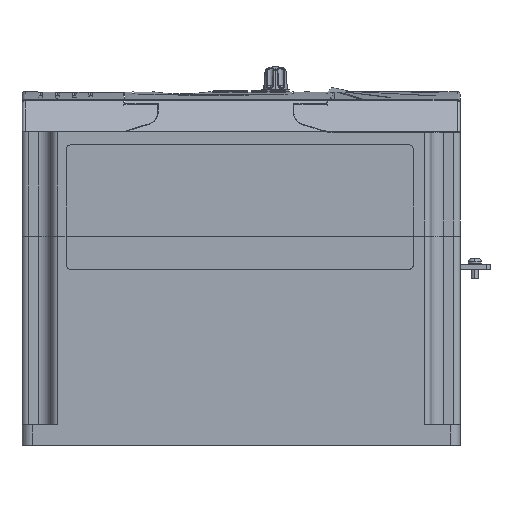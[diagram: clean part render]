
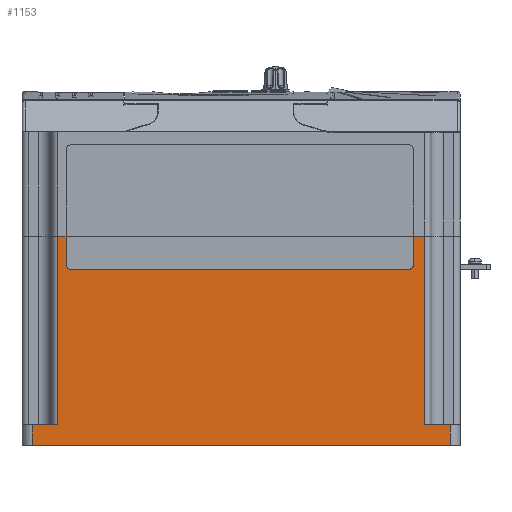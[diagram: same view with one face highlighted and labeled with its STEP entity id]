
A CAD part, left-side view. The second image highlights one B-rep face of the part: STEP entity #1153.
In plain terms, the highlighted planar face has unit normal (-1, 0, 0).
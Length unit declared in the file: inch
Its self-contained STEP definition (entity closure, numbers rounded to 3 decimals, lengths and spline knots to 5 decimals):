
#43 = ORIENTED_EDGE ( 'NONE', *, *, #30920, .T. ) ;
#269 = LINE ( 'NONE', #16388, #15183 ) ;
#1153 = ADVANCED_FACE ( 'NONE', ( #19708 ), #36247, .F. ) ;
#1303 = VERTEX_POINT ( 'NONE', #7382 ) ;
#1455 = EDGE_CURVE ( 'NONE', #15599, #32879, #36477, .T. ) ;
#1949 = EDGE_CURVE ( 'NONE', #22310, #3612, #8389, .T. ) ;
#1959 = LINE ( 'NONE', #37681, #24822 ) ;
#2306 = CARTESIAN_POINT ( 'NONE',  ( -2.46, 3.75, -3.00447 ) ) ;
#2473 = VECTOR ( 'NONE', #8289, 39.37008 ) ;
#3428 = VECTOR ( 'NONE', #28051, 39.37008 ) ;
#3612 = VERTEX_POINT ( 'NONE', #22974 ) ;
#3828 = CARTESIAN_POINT ( 'NONE',  ( -2.46, -4.13, -3.00547 ) ) ;
#3861 = DIRECTION ( 'NONE',  ( 1., 0., 0. ) ) ;
#4548 = ORIENTED_EDGE ( 'NONE', *, *, #34721, .F. ) ;
#4603 = VECTOR ( 'NONE', #32210, 39.37008 ) ;
#4706 = ORIENTED_EDGE ( 'NONE', *, *, #8600, .F. ) ;
#4768 = CARTESIAN_POINT ( 'NONE',  ( -2.46, 3.625, 1.13 ) ) ;
#5275 = CARTESIAN_POINT ( 'NONE',  ( -2.46, 3.75, -3.00547 ) ) ;
#5988 = CARTESIAN_POINT ( 'NONE',  ( -2.46, -3.625, -2.6 ) ) ;
#6029 = VERTEX_POINT ( 'NONE', #16595 ) ;
#6563 = VERTEX_POINT ( 'NONE', #9646 ) ;
#7174 = CARTESIAN_POINT ( 'NONE',  ( -2.46, 4.13, -3.00547 ) ) ;
#7382 = CARTESIAN_POINT ( 'NONE',  ( -2.46, -3.625, 1.13 ) ) ;
#7447 = EDGE_CURVE ( 'NONE', #25162, #1303, #16928, .T. ) ;
#7866 = AXIS2_PLACEMENT_3D ( 'NONE', #25998, #8108, #28977 ) ;
#7930 = AXIS2_PLACEMENT_3D ( 'NONE', #21716, #3861, #24708 ) ;
#7998 = VERTEX_POINT ( 'NONE', #32766 ) ;
#8108 = DIRECTION ( 'NONE',  ( 1., 0., 0. ) ) ;
#8226 = VERTEX_POINT ( 'NONE', #2306 ) ;
#8289 = DIRECTION ( 'NONE',  ( 0., -1., 0. ) ) ;
#8389 = LINE ( 'NONE', #24316, #15387 ) ;
#8517 = VECTOR ( 'NONE', #22323, 39.37008 ) ;
#8600 = EDGE_CURVE ( 'NONE', #8226, #7998, #13953, .T. ) ;
#8769 = VERTEX_POINT ( 'NONE', #24934 ) ;
#9476 = DIRECTION ( 'NONE',  ( 0., 0., -1. ) ) ;
#9612 = ORIENTED_EDGE ( 'NONE', *, *, #27587, .F. ) ;
#9646 = CARTESIAN_POINT ( 'NONE',  ( -2.46, 4.13, -2.6 ) ) ;
#9964 = VECTOR ( 'NONE', #10603, 39.37008 ) ;
#10603 = DIRECTION ( 'NONE',  ( 0., 0., 1. ) ) ;
#11431 = CARTESIAN_POINT ( 'NONE',  ( -2.46, 4.33, 1.13 ) ) ;
#11867 = LINE ( 'NONE', #13622, #9964 ) ;
#12111 = ORIENTED_EDGE ( 'NONE', *, *, #31036, .T. ) ;
#12237 = EDGE_CURVE ( 'NONE', #8769, #22310, #27104, .T. ) ;
#13263 = CARTESIAN_POINT ( 'NONE',  ( -2.46, 4.33, 1.13 ) ) ;
#13516 = VERTEX_POINT ( 'NONE', #34308 ) ;
#13622 = CARTESIAN_POINT ( 'NONE',  ( -2.46, 3.45955, 2.83615 ) ) ;
#13681 = ORIENTED_EDGE ( 'NONE', *, *, #1455, .T. ) ;
#13953 = LINE ( 'NONE', #17992, #29798 ) ;
#15183 = VECTOR ( 'NONE', #19409, 39.37008 ) ;
#15387 = VECTOR ( 'NONE', #18417, 39.37008 ) ;
#15599 = VERTEX_POINT ( 'NONE', #5275 ) ;
#15637 = EDGE_CURVE ( 'NONE', #13516, #17192, #36320, .T. ) ;
#15728 = EDGE_CURVE ( 'NONE', #32879, #17192, #38231, .T. ) ;
#16019 = ORIENTED_EDGE ( 'NONE', *, *, #7447, .T. ) ;
#16388 = CARTESIAN_POINT ( 'NONE',  ( -2.46, 4.33, -2.6 ) ) ;
#16595 = CARTESIAN_POINT ( 'NONE',  ( -2.46, -4.13, -2.6 ) ) ;
#16681 = CARTESIAN_POINT ( 'NONE',  ( -2.46, -3.75, -3.00547 ) ) ;
#16767 = EDGE_CURVE ( 'NONE', #23329, #33563, #37672, .T. ) ;
#16928 = LINE ( 'NONE', #26349, #32801 ) ;
#17192 = VERTEX_POINT ( 'NONE', #20887 ) ;
#17735 = CARTESIAN_POINT ( 'NONE',  ( -2.46, -3.75, -3.00547 ) ) ;
#17899 = CIRCLE ( 'NONE', #7930, 0.1 ) ;
#17992 = CARTESIAN_POINT ( 'NONE',  ( -2.46, 4.33, -3.00447 ) ) ;
#18179 = EDGE_CURVE ( 'NONE', #3612, #24114, #17899, .T. ) ;
#18417 = DIRECTION ( 'NONE',  ( 0., 1., 0. ) ) ;
#18514 = DIRECTION ( 'NONE',  ( 0., 0., 1. ) ) ;
#19269 = CARTESIAN_POINT ( 'NONE',  ( -2.46, -3.40487, 1.13 ) ) ;
#19313 = CARTESIAN_POINT ( 'NONE',  ( -2.46, 4.33, -2.6 ) ) ;
#19316 = CARTESIAN_POINT ( 'NONE',  ( -2.46, -3.30487, 0.4695 ) ) ;
#19409 = DIRECTION ( 'NONE',  ( 0., -1., 0. ) ) ;
#19708 = FACE_OUTER_BOUND ( 'NONE', #31206, .T. ) ;
#19823 = DIRECTION ( 'NONE',  ( 0., 0., -1. ) ) ;
#19925 = CARTESIAN_POINT ( 'NONE',  ( -2.46, 3.625, -2.6 ) ) ;
#20564 = CARTESIAN_POINT ( 'NONE',  ( -2.46, 4.33, -3.00547 ) ) ;
#20887 = CARTESIAN_POINT ( 'NONE',  ( -2.46, -3.75, -3.00447 ) ) ;
#21374 = CARTESIAN_POINT ( 'NONE',  ( -2.46, 4.33, -3.00547 ) ) ;
#21716 = CARTESIAN_POINT ( 'NONE',  ( -2.46, 3.35955, 0.5695 ) ) ;
#22310 = VERTEX_POINT ( 'NONE', #19316 ) ;
#22323 = DIRECTION ( 'NONE',  ( 0., 1., 0. ) ) ;
#22825 = VERTEX_POINT ( 'NONE', #19269 ) ;
#22974 = CARTESIAN_POINT ( 'NONE',  ( -2.46, 3.35955, 0.4695 ) ) ;
#23121 = CARTESIAN_POINT ( 'NONE',  ( -2.46, -3.40487, -3.00547 ) ) ;
#23329 = VERTEX_POINT ( 'NONE', #4768 ) ;
#23690 = VECTOR ( 'NONE', #26181, 39.37008 ) ;
#23808 = ORIENTED_EDGE ( 'NONE', *, *, #18179, .T. ) ;
#23918 = ORIENTED_EDGE ( 'NONE', *, *, #1949, .T. ) ;
#24114 = VERTEX_POINT ( 'NONE', #29640 ) ;
#24119 = ORIENTED_EDGE ( 'NONE', *, *, #15728, .T. ) ;
#24316 = CARTESIAN_POINT ( 'NONE',  ( -2.46, 3.35955, 0.4695 ) ) ;
#24708 = DIRECTION ( 'NONE',  ( 0., 0., 1. ) ) ;
#24822 = VECTOR ( 'NONE', #19823, 39.37008 ) ;
#24914 = EDGE_CURVE ( 'NONE', #8226, #15599, #1959, .T. ) ;
#24934 = CARTESIAN_POINT ( 'NONE',  ( -2.46, -3.40487, 0.5695 ) ) ;
#25162 = VERTEX_POINT ( 'NONE', #5988 ) ;
#25391 = VERTEX_POINT ( 'NONE', #28136 ) ;
#25998 = CARTESIAN_POINT ( 'NONE',  ( -2.46, -3.30487, 0.5695 ) ) ;
#26181 = DIRECTION ( 'NONE',  ( 0., 0., -1. ) ) ;
#26219 = DIRECTION ( 'NONE',  ( 0., 0., 1. ) ) ;
#26297 = LINE ( 'NONE', #7174, #3428 ) ;
#26349 = CARTESIAN_POINT ( 'NONE',  ( -2.46, -3.625, -3.00547 ) ) ;
#26709 = DIRECTION ( 'NONE',  ( 0., -1., 0. ) ) ;
#27104 = CIRCLE ( 'NONE', #7866, 0.1 ) ;
#27236 = ORIENTED_EDGE ( 'NONE', *, *, #31642, .F. ) ;
#27350 = LINE ( 'NONE', #3828, #34331 ) ;
#27379 = DIRECTION ( 'NONE',  ( 1., 0., 0. ) ) ;
#27587 = EDGE_CURVE ( 'NONE', #22825, #1303, #27706, .T. ) ;
#27706 = LINE ( 'NONE', #13263, #35669 ) ;
#28051 = DIRECTION ( 'NONE',  ( 0., 0., -1. ) ) ;
#28136 = CARTESIAN_POINT ( 'NONE',  ( -2.46, 3.45955, 1.13 ) ) ;
#28977 = DIRECTION ( 'NONE',  ( 0., 0., -1. ) ) ;
#29150 = CARTESIAN_POINT ( 'NONE',  ( -2.46, 3.625, -3.00547 ) ) ;
#29463 = VECTOR ( 'NONE', #26709, 39.37008 ) ;
#29566 = ORIENTED_EDGE ( 'NONE', *, *, #24914, .T. ) ;
#29640 = CARTESIAN_POINT ( 'NONE',  ( -2.46, 3.45955, 0.5695 ) ) ;
#29732 = DIRECTION ( 'NONE',  ( 0., 0., 1. ) ) ;
#29798 = VECTOR ( 'NONE', #35900, 39.37008 ) ;
#29848 = ORIENTED_EDGE ( 'NONE', *, *, #29897, .F. ) ;
#29897 = EDGE_CURVE ( 'NONE', #25162, #6029, #269, .T. ) ;
#30259 = VECTOR ( 'NONE', #29732, 39.37008 ) ;
#30470 = EDGE_CURVE ( 'NONE', #24114, #25391, #11867, .T. ) ;
#30920 = EDGE_CURVE ( 'NONE', #6563, #7998, #26297, .T. ) ;
#31036 = EDGE_CURVE ( 'NONE', #33563, #6563, #32308, .T. ) ;
#31100 = DIRECTION ( 'NONE',  ( 0., -1., 0. ) ) ;
#31162 = ORIENTED_EDGE ( 'NONE', *, *, #15637, .F. ) ;
#31206 = EDGE_LOOP ( 'NONE', ( #13681, #24119, #31162, #34619, #29848, #16019, #9612, #4548, #37754, #23918, #23808, #35645, #27236, #37653, #12111, #43, #4706, #29566 ) ) ;
#31642 = EDGE_CURVE ( 'NONE', #23329, #25391, #33214, .T. ) ;
#32210 = DIRECTION ( 'NONE',  ( 0., 1., 0. ) ) ;
#32308 = LINE ( 'NONE', #19313, #8517 ) ;
#32766 = CARTESIAN_POINT ( 'NONE',  ( -2.46, 4.13, -3.00447 ) ) ;
#32801 = VECTOR ( 'NONE', #26219, 39.37008 ) ;
#32879 = VERTEX_POINT ( 'NONE', #16681 ) ;
#33214 = LINE ( 'NONE', #11431, #2473 ) ;
#33563 = VERTEX_POINT ( 'NONE', #19925 ) ;
#34202 = VECTOR ( 'NONE', #34570, 39.37008 ) ;
#34308 = CARTESIAN_POINT ( 'NONE',  ( -2.46, -4.13, -3.00447 ) ) ;
#34331 = VECTOR ( 'NONE', #18514, 39.37008 ) ;
#34570 = DIRECTION ( 'NONE',  ( 0., 0., 1. ) ) ;
#34619 = ORIENTED_EDGE ( 'NONE', *, *, #36723, .T. ) ;
#34721 = EDGE_CURVE ( 'NONE', #8769, #22825, #38415, .T. ) ;
#35645 = ORIENTED_EDGE ( 'NONE', *, *, #30470, .T. ) ;
#35669 = VECTOR ( 'NONE', #31100, 39.37008 ) ;
#35900 = DIRECTION ( 'NONE',  ( 0., 1., 0. ) ) ;
#36247 = PLANE ( 'NONE',  #37056 ) ;
#36320 = LINE ( 'NONE', #38242, #4603 ) ;
#36477 = LINE ( 'NONE', #20564, #29463 ) ;
#36723 = EDGE_CURVE ( 'NONE', #13516, #6029, #27350, .T. ) ;
#37056 = AXIS2_PLACEMENT_3D ( 'NONE', #21374, #27379, #9476 ) ;
#37653 = ORIENTED_EDGE ( 'NONE', *, *, #16767, .T. ) ;
#37672 = LINE ( 'NONE', #29150, #23690 ) ;
#37681 = CARTESIAN_POINT ( 'NONE',  ( -2.46, 3.75, -3.00547 ) ) ;
#37754 = ORIENTED_EDGE ( 'NONE', *, *, #12237, .T. ) ;
#38231 = LINE ( 'NONE', #17735, #30259 ) ;
#38242 = CARTESIAN_POINT ( 'NONE',  ( -2.46, 4.33, -3.00447 ) ) ;
#38415 = LINE ( 'NONE', #23121, #34202 ) ;
